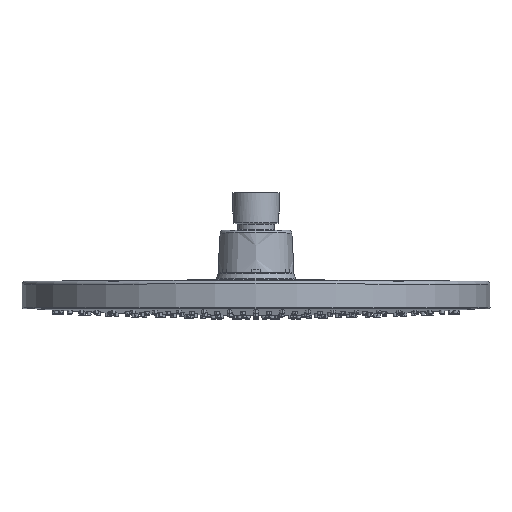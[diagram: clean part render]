
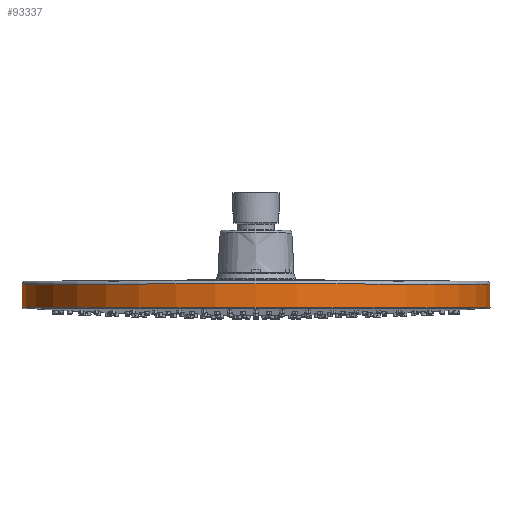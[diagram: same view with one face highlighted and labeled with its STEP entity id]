
A CAD part, top view. The second image highlights one B-rep face of the part: STEP entity #93337.
In plain terms, the highlighted conical face has half-angle 0.3 degrees and reference radius 114.967 mm.
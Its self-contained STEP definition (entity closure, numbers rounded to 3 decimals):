
#82216=CARTESIAN_POINT('',(0.,2.903,0.));
#82217=DIRECTION('',(0.,1.,0.));
#82218=DIRECTION('',(-1.,0.,0.));
#82219=AXIS2_PLACEMENT_3D('',#82216,#82217,#82218);
#82221=CARTESIAN_POINT('',(0.,14.392,0.));
#82222=DIRECTION('',(0.,-1.,0.));
#82223=DIRECTION('',(1.,0.,0.));
#82224=AXIS2_PLACEMENT_3D('',#82221,#82222,#82223);
#82241=DIRECTION('',(-0.005,1.,0.));
#82242=VECTOR('',#82241,11.489);
#82243=CARTESIAN_POINT('',(114.997,2.903,
0.));
#82244=LINE('',#82243,#82242);
#82250=DIRECTION('',(-0.005,-1.,0.));
#82251=VECTOR('',#82250,11.489);
#82252=CARTESIAN_POINT('',(-114.937,14.392,
0.));
#82253=LINE('',#82252,#82251);
#93046=CARTESIAN_POINT('',(-114.937,14.392,
0.));
#93047=CARTESIAN_POINT('',(114.937,14.392,0.));
#93048=VERTEX_POINT('',#93046);
#93049=VERTEX_POINT('',#93047);
#93054=CARTESIAN_POINT('',(114.997,2.903,0.));
#93055=CARTESIAN_POINT('',(-114.997,2.903,
0.));
#93056=VERTEX_POINT('',#93054);
#93057=VERTEX_POINT('',#93055);
#93323=CARTESIAN_POINT('',(0.,8.647,0.));
#93324=DIRECTION('',(0.,-1.,0.));
#93325=DIRECTION('',(-1.,0.,0.));
#93326=AXIS2_PLACEMENT_3D('',#93323,#93324,#93325);
#93327=CONICAL_SURFACE('',#93326,114.967,0.3);
#93329=ORIENTED_EDGE('',*,*,#93328,.F.);
#93331=ORIENTED_EDGE('',*,*,#93330,.F.);
#93332=ORIENTED_EDGE('',*,*,#93313,.F.);
#93334=ORIENTED_EDGE('',*,*,#93333,.F.);
#93335=EDGE_LOOP('',(#93329,#93331,#93332,#93334));
#93336=FACE_OUTER_BOUND('',#93335,.F.);
#93337=ADVANCED_FACE('',(#93336),#93327,.T.);
#82220=CIRCLE('',#82219,114.997);
#82225=CIRCLE('',#82224,114.937);
#93313=EDGE_CURVE('',#93049,#93048,#82225,.T.);
#93328=EDGE_CURVE('',#93057,#93056,#82220,.T.);
#93330=EDGE_CURVE('',#93048,#93057,#82253,.T.);
#93333=EDGE_CURVE('',#93056,#93049,#82244,.T.);
